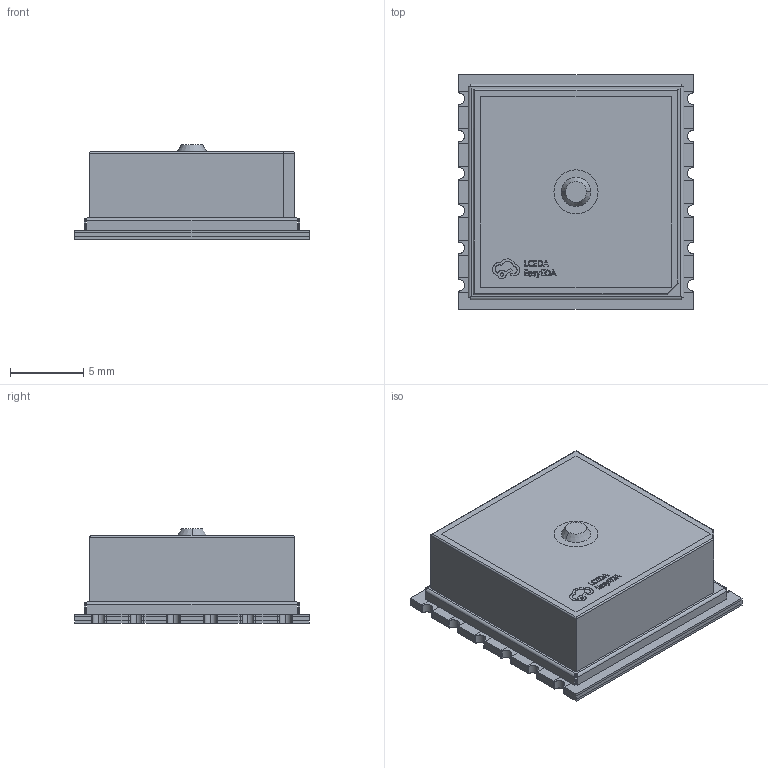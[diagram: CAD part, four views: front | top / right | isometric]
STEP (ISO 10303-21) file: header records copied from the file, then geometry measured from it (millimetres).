
FILE_DESCRIPTION (( 'STEP AP214' ), '1' );
FILE_NAME ('GPSM-SMD_12P-L16.0-W16.0-H6.45_L80-R.step', '2022-06-24T03:45:37', ( '' ), ( '' ), 'SwSTEP 2.0', 'SolidWorks 2020', '' );
FILE_SCHEMA (( 'AUTOMOTIVE_DESIGN' ));
Length unit declared in the file: millimetre
Products named in the file (1): GPSM-SMD_12P-L16.0-W16.0-H6.45_L80-R
Bounding box: 16 x 16 x 6.46 mm (x, y, z)
Volume: 1066.1 mm3; surface area: 1379.2 mm2
Topology: 15 solids, 15 shells, 456 faces, 1204 edges, 807 vertices
Faces by surface type: plane 299, bspline 106, cylinder 49, cone 2
Entity records: 19683 total; most frequent: CARTESIAN_POINT 4329, ORIENTED_EDGE 2408, DIRECTION 1749, EDGE_CURVE 1204, VECTOR 891, LINE 891, VERTEX_POINT 807, EDGE_LOOP 485
